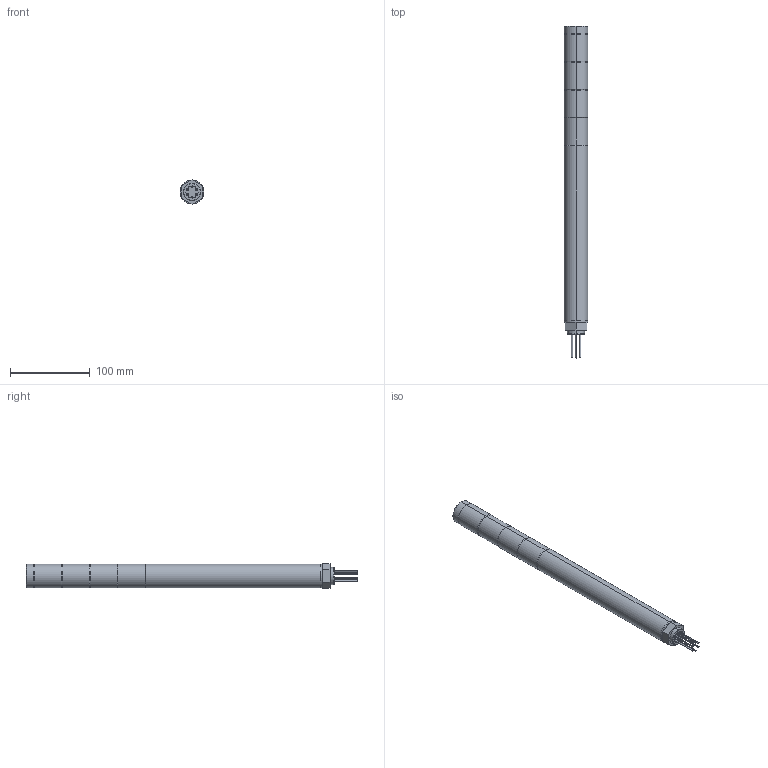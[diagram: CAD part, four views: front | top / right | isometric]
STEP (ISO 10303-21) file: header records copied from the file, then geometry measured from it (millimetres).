
FILE_DESCRIPTION (( 'STEP AP214' ), '1' );
FILE_NAME ('MP-402-RYGBZ.step', '2016-10-25T14:46:31', ( '' ), ( '' ), 'SwSTEP 2.0', 'SolidWorks 2016', '' );
FILE_SCHEMA (( 'AUTOMOTIVE_DESIGN' ));
Length unit declared in the file: millimetre
Products named in the file (1): MP-402-RYGBZ
Bounding box: 30 x 417 x 31.18 mm (x, y, z)
Volume: 257464.2 mm3; surface area: 53403.1 mm2
Topology: 15 solids, 15 shells, 119 faces, 228 edges, 144 vertices
Faces by surface type: plane 53, cylinder 42, torus 20, cone 4
Entity records: 3210 total; most frequent: DIRECTION 596, CARTESIAN_POINT 492, ORIENTED_EDGE 456, AXIS2_PLACEMENT_3D 248, EDGE_CURVE 228, VERTEX_POINT 144, EDGE_LOOP 130, CIRCLE 128
